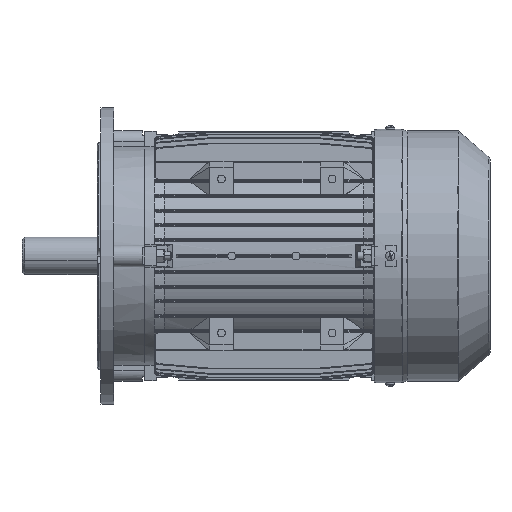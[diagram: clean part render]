
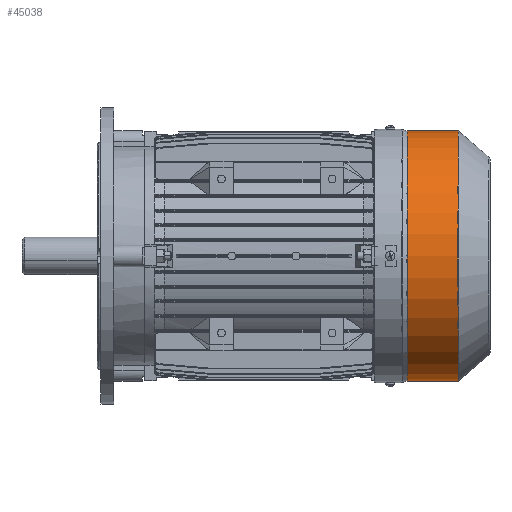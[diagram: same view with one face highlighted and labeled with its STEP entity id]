
A CAD part, front view. The second image highlights one B-rep face of the part: STEP entity #45038.
In plain terms, the highlighted cylindrical face has radius 126.7 mm (diameter 253.4 mm), a partial arc.
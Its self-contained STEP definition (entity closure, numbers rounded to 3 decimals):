
#44741 = VERTEX_POINT ( 'NONE', #99092 ) ;
#44831 = EDGE_CURVE ( 'NONE', #44874, #44741, #99429, .T. ) ;
#44859 = VERTEX_POINT ( 'NONE', #99382 ) ;
#44874 = VERTEX_POINT ( 'NONE', #99455 ) ;
#44876 = VERTEX_POINT ( 'NONE', #99453 ) ;
#44878 = EDGE_CURVE ( 'NONE', #44876, #44859, #99448, .T. ) ;
#44890 = ORIENTED_EDGE ( 'NONE', *, *, #44878, .F. ) ;
#44893 = ORIENTED_EDGE ( 'NONE', *, *, #45037, .T. ) ;
#44895 = ORIENTED_EDGE ( 'NONE', *, *, #44831, .T. ) ;
#44897 = ORIENTED_EDGE ( 'NONE', *, *, #44900, .F. ) ;
#44900 = EDGE_CURVE ( 'NONE', #44859, #44741, #99495, .T. ) ;
#45037 = EDGE_CURVE ( 'NONE', #44876, #44874, #99854, .T. ) ;
#45038 = ADVANCED_FACE ( 'NONE', ( #99849 ), #99848, .T. ) ;
#45040 = EDGE_LOOP ( 'NONE', ( #44890, #44893, #44895, #44897 ) ) ;
#99092 = CARTESIAN_POINT ( 'NONE',  ( 33., 0., 126.7 ) ) ;
#99382 = CARTESIAN_POINT ( 'NONE',  ( 33., 0., -126.7 ) ) ;
#99424 = DIRECTION ( 'NONE',  ( -1., 0., 0. ) ) ;
#99426 = VECTOR ( 'NONE', #99424, 1000. ) ;
#99427 = CARTESIAN_POINT ( 'NONE',  ( 0., 0., 126.7 ) ) ;
#99429 = LINE ( 'NONE', #99427, #99426 ) ;
#99445 = DIRECTION ( 'NONE',  ( -1., 0., 0. ) ) ;
#99446 = VECTOR ( 'NONE', #99445, 1000. ) ;
#99447 = CARTESIAN_POINT ( 'NONE',  ( 0., 0., -126.7 ) ) ;
#99448 = LINE ( 'NONE', #99447, #99446 ) ;
#99453 = CARTESIAN_POINT ( 'NONE',  ( 85., 0., -126.7 ) ) ;
#99455 = CARTESIAN_POINT ( 'NONE',  ( 85., 0., 126.7 ) ) ;
#99489 = DIRECTION ( 'NONE',  ( 0., 0., 1. ) ) ;
#99490 = DIRECTION ( 'NONE',  ( -1., 0., 0. ) ) ;
#99492 = CARTESIAN_POINT ( 'NONE',  ( 33., 0., 0. ) ) ;
#99493 = AXIS2_PLACEMENT_3D ( 'NONE', #99492, #99490, #99489 ) ;
#99495 = CIRCLE ( 'NONE', #99493, 126.7 ) ;
#99840 = DIRECTION ( 'NONE',  ( 0., 0., 1. ) ) ;
#99841 = DIRECTION ( 'NONE',  ( -1., 0., 0. ) ) ;
#99842 = CARTESIAN_POINT ( 'NONE',  ( 0., 0., 0. ) ) ;
#99843 = AXIS2_PLACEMENT_3D ( 'NONE', #99842, #99841, #99840 ) ;
#99848 = CYLINDRICAL_SURFACE ( 'NONE', #99843, 126.7 ) ;
#99849 = FACE_OUTER_BOUND ( 'NONE', #45040, .T. ) ;
#99850 = DIRECTION ( 'NONE',  ( 0., 0., 1. ) ) ;
#99851 = DIRECTION ( 'NONE',  ( -1., 0., 0. ) ) ;
#99852 = CARTESIAN_POINT ( 'NONE',  ( 85., 0., 0. ) ) ;
#99853 = AXIS2_PLACEMENT_3D ( 'NONE', #99852, #99851, #99850 ) ;
#99854 = CIRCLE ( 'NONE', #99853, 126.7 ) ;
